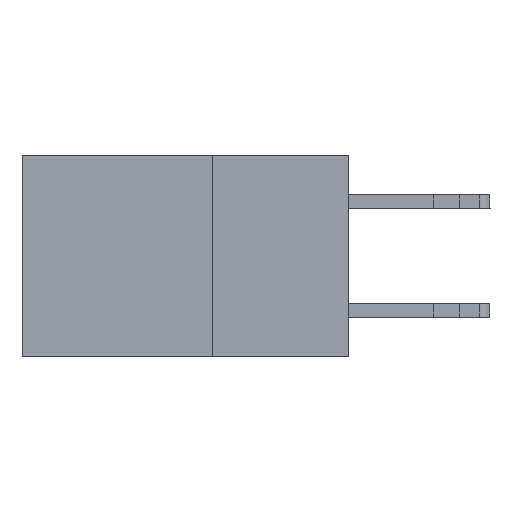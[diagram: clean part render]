
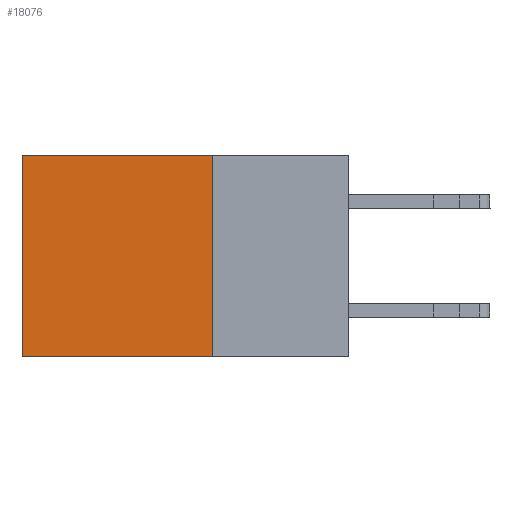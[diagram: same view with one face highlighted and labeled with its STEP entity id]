
A CAD part, left-side view. The second image highlights one B-rep face of the part: STEP entity #18076.
In plain terms, the highlighted planar face has unit normal (-1, 0, 0).
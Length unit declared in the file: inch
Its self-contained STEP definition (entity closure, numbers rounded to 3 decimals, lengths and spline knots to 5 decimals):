
#485 = VERTEX_POINT ( 'NONE', #20251 ) ;
#1336 = VECTOR ( 'NONE', #20717, 39.37008 ) ;
#1348 = CARTESIAN_POINT ( 'NONE',  ( 0.2615, 0.25, 0. ) ) ;
#1761 = EDGE_CURVE ( 'NONE', #16610, #14692, #18865, .T. ) ;
#2083 = CARTESIAN_POINT ( 'NONE',  ( 0.2615, 0.6, -0.37 ) ) ;
#2190 = AXIS2_PLACEMENT_3D ( 'NONE', #5793, #13998, #16421 ) ;
#2895 = VECTOR ( 'NONE', #9174, 39.37008 ) ;
#3237 = CARTESIAN_POINT ( 'NONE',  ( 0.2615, 0.25, -0.37 ) ) ;
#3461 = EDGE_CURVE ( 'NONE', #14692, #5646, #8123, .T. ) ;
#3828 = CARTESIAN_POINT ( 'NONE',  ( 0.2615, 0.6, -0.37 ) ) ;
#4534 = CARTESIAN_POINT ( 'NONE',  ( 0.2615, 0.25, -0.37 ) ) ;
#4894 = VECTOR ( 'NONE', #6702, 39.37008 ) ;
#5261 = CARTESIAN_POINT ( 'NONE',  ( 0.2615, 0.25, -0.37 ) ) ;
#5646 = VERTEX_POINT ( 'NONE', #3828 ) ;
#5793 = CARTESIAN_POINT ( 'NONE',  ( 0.2615, 0.25, -0.37 ) ) ;
#6702 = DIRECTION ( 'NONE',  ( 0., 1., 0. ) ) ;
#6873 = FACE_OUTER_BOUND ( 'NONE', #18186, .T. ) ;
#8123 = LINE ( 'NONE', #4534, #1336 ) ;
#8965 = ORIENTED_EDGE ( 'NONE', *, *, #3461, .F. ) ;
#9174 = DIRECTION ( 'NONE',  ( 0., 0., -1. ) ) ;
#10344 = DIRECTION ( 'NONE',  ( 0., 0., -1. ) ) ;
#13568 = VECTOR ( 'NONE', #10344, 39.37008 ) ;
#13892 = PLANE ( 'NONE',  #2190 ) ;
#13998 = DIRECTION ( 'NONE',  ( 1., 0., 0. ) ) ;
#14692 = VERTEX_POINT ( 'NONE', #5261 ) ;
#16240 = ORIENTED_EDGE ( 'NONE', *, *, #22052, .T. ) ;
#16421 = DIRECTION ( 'NONE',  ( 0., 0., -1. ) ) ;
#16610 = VERTEX_POINT ( 'NONE', #19558 ) ;
#16835 = EDGE_CURVE ( 'NONE', #485, #5646, #19903, .T. ) ;
#16836 = ORIENTED_EDGE ( 'NONE', *, *, #1761, .F. ) ;
#18076 = ADVANCED_FACE ( 'NONE', ( #6873 ), #13892, .F. ) ;
#18186 = EDGE_LOOP ( 'NONE', ( #19527, #8965, #16836, #16240 ) ) ;
#18865 = LINE ( 'NONE', #3237, #13568 ) ;
#19065 = LINE ( 'NONE', #1348, #4894 ) ;
#19527 = ORIENTED_EDGE ( 'NONE', *, *, #16835, .T. ) ;
#19558 = CARTESIAN_POINT ( 'NONE',  ( 0.2615, 0.25, 0. ) ) ;
#19903 = LINE ( 'NONE', #2083, #2895 ) ;
#20251 = CARTESIAN_POINT ( 'NONE',  ( 0.2615, 0.6, 0. ) ) ;
#20717 = DIRECTION ( 'NONE',  ( 0., 1., 0. ) ) ;
#22052 = EDGE_CURVE ( 'NONE', #16610, #485, #19065, .T. ) ;
